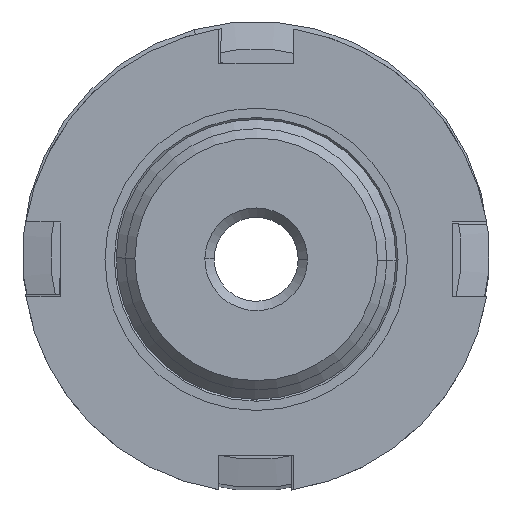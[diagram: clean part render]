
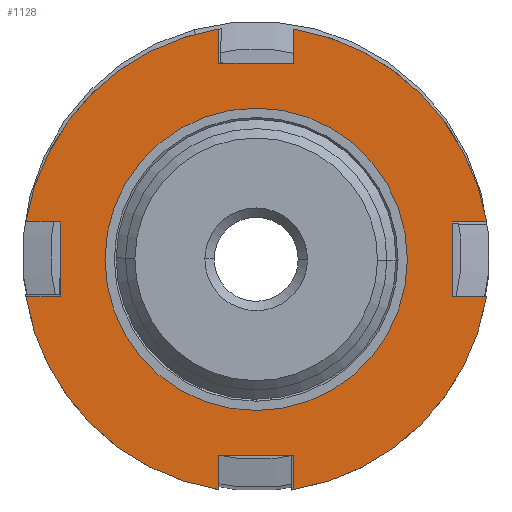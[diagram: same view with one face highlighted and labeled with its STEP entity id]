
A CAD part, front view. The second image highlights one B-rep face of the part: STEP entity #1128.
In plain terms, the highlighted planar face has unit normal (0, -1, 0).
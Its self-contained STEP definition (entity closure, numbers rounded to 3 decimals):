
#11 = VERTEX_POINT ( 'NONE', #1915 ) ;
#57 = DIRECTION ( 'NONE',  ( 1., 0., 0. ) ) ;
#77 = DIRECTION ( 'NONE',  ( 0., 1., 0. ) ) ;
#103 = VERTEX_POINT ( 'NONE', #2797 ) ;
#106 = VERTEX_POINT ( 'NONE', #519 ) ;
#123 = CARTESIAN_POINT ( 'NONE',  ( 2., -23., 12.339 ) ) ;
#139 = ORIENTED_EDGE ( 'NONE', *, *, #1880, .T. ) ;
#199 = CARTESIAN_POINT ( 'NONE',  ( 8.1, -23., -2. ) ) ;
#208 = DIRECTION ( 'NONE',  ( 0., 0., 1. ) ) ;
#214 = FACE_BOUND ( 'NONE', #2852, .T. ) ;
#227 = VECTOR ( 'NONE', #257, 1000. ) ;
#240 = CARTESIAN_POINT ( 'NONE',  ( 0., -23., 10.5 ) ) ;
#257 = DIRECTION ( 'NONE',  ( -1., 0., 0. ) ) ;
#264 = VECTOR ( 'NONE', #1053, 1000. ) ;
#282 = ORIENTED_EDGE ( 'NONE', *, *, #2676, .F. ) ;
#291 = CARTESIAN_POINT ( 'NONE',  ( 8.1, -23., 0. ) ) ;
#343 = CARTESIAN_POINT ( 'NONE',  ( 0., -23., 0. ) ) ;
#373 = VERTEX_POINT ( 'NONE', #1975 ) ;
#384 = DIRECTION ( 'NONE',  ( 0., 1., 0. ) ) ;
#393 = LINE ( 'NONE', #199, #3439 ) ;
#405 = CIRCLE ( 'NONE', #3173, 8.1 ) ;
#424 = ORIENTED_EDGE ( 'NONE', *, *, #3649, .T. ) ;
#485 = ORIENTED_EDGE ( 'NONE', *, *, #1668, .T. ) ;
#519 = CARTESIAN_POINT ( 'NONE',  ( -12.339, -23., 2. ) ) ;
#520 = CARTESIAN_POINT ( 'NONE',  ( 0., -23., 0. ) ) ;
#524 = LINE ( 'NONE', #1891, #2699 ) ;
#561 = DIRECTION ( 'NONE',  ( 0., 0., 1. ) ) ;
#599 = DIRECTION ( 'NONE',  ( 0., 0., 1. ) ) ;
#622 = AXIS2_PLACEMENT_3D ( 'NONE', #520, #1346, #1916 ) ;
#649 = CARTESIAN_POINT ( 'NONE',  ( 0., -23., 0. ) ) ;
#686 = EDGE_CURVE ( 'NONE', #373, #103, #524, .T. ) ;
#688 = VERTEX_POINT ( 'NONE', #1971 ) ;
#704 = EDGE_CURVE ( 'NONE', #2838, #11, #393, .T. ) ;
#710 = ORIENTED_EDGE ( 'NONE', *, *, #704, .T. ) ;
#751 = CARTESIAN_POINT ( 'NONE',  ( -2., -23., -12.339 ) ) ;
#752 = CIRCLE ( 'NONE', #857, 8.1 ) ;
#764 = ORIENTED_EDGE ( 'NONE', *, *, #1224, .T. ) ;
#779 = AXIS2_PLACEMENT_3D ( 'NONE', #649, #384, #2937 ) ;
#807 = EDGE_CURVE ( 'NONE', #2027, #3607, #2556, .T. ) ;
#853 = AXIS2_PLACEMENT_3D ( 'NONE', #3441, #77, #599 ) ;
#857 = AXIS2_PLACEMENT_3D ( 'NONE', #343, #3205, #3177 ) ;
#869 = LINE ( 'NONE', #1662, #2240 ) ;
#909 = EDGE_CURVE ( 'NONE', #106, #3592, #3402, .T. ) ;
#997 = DIRECTION ( 'NONE',  ( 0., 1., 0. ) ) ;
#1043 = CARTESIAN_POINT ( 'NONE',  ( 0., -23., 0. ) ) ;
#1053 = DIRECTION ( 'NONE',  ( 0., 0., -1. ) ) ;
#1054 = LINE ( 'NONE', #1373, #264 ) ;
#1123 = DIRECTION ( 'NONE',  ( 0., 1., 0. ) ) ;
#1128 = ADVANCED_FACE ( 'NONE', ( #214, #2199 ), #1961, .F. ) ;
#1136 = VECTOR ( 'NONE', #1230, 1000. ) ;
#1156 = EDGE_CURVE ( 'NONE', #3332, #103, #869, .T. ) ;
#1224 = EDGE_CURVE ( 'NONE', #11, #1770, #1362, .T. ) ;
#1230 = DIRECTION ( 'NONE',  ( 1., 0., 0. ) ) ;
#1242 = EDGE_CURVE ( 'NONE', #3228, #373, #2121, .T. ) ;
#1271 = ORIENTED_EDGE ( 'NONE', *, *, #3255, .T. ) ;
#1289 = CARTESIAN_POINT ( 'NONE',  ( -12.339, -23., -2. ) ) ;
#1346 = DIRECTION ( 'NONE',  ( 0., 1., 0. ) ) ;
#1351 = EDGE_CURVE ( 'NONE', #2362, #2478, #3630, .T. ) ;
#1354 = LINE ( 'NONE', #2616, #2477 ) ;
#1362 = LINE ( 'NONE', #3418, #2610 ) ;
#1373 = CARTESIAN_POINT ( 'NONE',  ( -10.5, -23., 0. ) ) ;
#1412 = VECTOR ( 'NONE', #2140, 1000. ) ;
#1438 = ORIENTED_EDGE ( 'NONE', *, *, #909, .F. ) ;
#1442 = CARTESIAN_POINT ( 'NONE',  ( 8.1, -23., -2. ) ) ;
#1454 = ORIENTED_EDGE ( 'NONE', *, *, #1805, .F. ) ;
#1465 = EDGE_CURVE ( 'NONE', #3228, #2362, #3280, .T. ) ;
#1552 = VERTEX_POINT ( 'NONE', #2156 ) ;
#1604 = ORIENTED_EDGE ( 'NONE', *, *, #807, .F. ) ;
#1644 = ORIENTED_EDGE ( 'NONE', *, *, #1242, .T. ) ;
#1662 = CARTESIAN_POINT ( 'NONE',  ( 2., -23., 0. ) ) ;
#1668 = EDGE_CURVE ( 'NONE', #688, #2478, #1054, .T. ) ;
#1679 = ORIENTED_EDGE ( 'NONE', *, *, #1980, .T. ) ;
#1693 = AXIS2_PLACEMENT_3D ( 'NONE', #2399, #997, #2735 ) ;
#1698 = CARTESIAN_POINT ( 'NONE',  ( -2., -23., 0. ) ) ;
#1742 = DIRECTION ( 'NONE',  ( 0., 0., 1. ) ) ;
#1759 = DIRECTION ( 'NONE',  ( 0., 0., -1. ) ) ;
#1765 = CIRCLE ( 'NONE', #622, 12.5 ) ;
#1770 = VERTEX_POINT ( 'NONE', #2565 ) ;
#1796 = LINE ( 'NONE', #2036, #2701 ) ;
#1805 = EDGE_CURVE ( 'NONE', #3592, #1552, #1354, .T. ) ;
#1880 = EDGE_CURVE ( 'NONE', #2027, #2583, #1796, .T. ) ;
#1891 = CARTESIAN_POINT ( 'NONE',  ( 0., -23., -10.5 ) ) ;
#1915 = CARTESIAN_POINT ( 'NONE',  ( 10.5, -23., -2. ) ) ;
#1916 = DIRECTION ( 'NONE',  ( 0., 0., 1. ) ) ;
#1942 = ORIENTED_EDGE ( 'NONE', *, *, #2363, .F. ) ;
#1956 = ORIENTED_EDGE ( 'NONE', *, *, #686, .T. ) ;
#1961 = PLANE ( 'NONE',  #3300 ) ;
#1971 = CARTESIAN_POINT ( 'NONE',  ( -10.5, -23., 2. ) ) ;
#1975 = CARTESIAN_POINT ( 'NONE',  ( -2., -23., -10.5 ) ) ;
#1980 = EDGE_CURVE ( 'NONE', #106, #688, #3492, .T. ) ;
#2022 = VECTOR ( 'NONE', #1742, 1000. ) ;
#2025 = DIRECTION ( 'NONE',  ( 0., 0., 1. ) ) ;
#2027 = VERTEX_POINT ( 'NONE', #123 ) ;
#2036 = CARTESIAN_POINT ( 'NONE',  ( 2., -23., 0. ) ) ;
#2121 = LINE ( 'NONE', #1698, #2022 ) ;
#2139 = CARTESIAN_POINT ( 'NONE',  ( 0., -23., -8.1 ) ) ;
#2140 = DIRECTION ( 'NONE',  ( -1., 0., 0. ) ) ;
#2156 = CARTESIAN_POINT ( 'NONE',  ( -2., -23., 10.5 ) ) ;
#2199 = FACE_OUTER_BOUND ( 'NONE', #3171, .T. ) ;
#2240 = VECTOR ( 'NONE', #561, 1000. ) ;
#2246 = ORIENTED_EDGE ( 'NONE', *, *, #1156, .F. ) ;
#2285 = VERTEX_POINT ( 'NONE', #3519 ) ;
#2337 = LINE ( 'NONE', #240, #227 ) ;
#2362 = VERTEX_POINT ( 'NONE', #1289 ) ;
#2363 = EDGE_CURVE ( 'NONE', #3607, #1770, #3333, .T. ) ;
#2399 = CARTESIAN_POINT ( 'NONE',  ( 0., -23., 0. ) ) ;
#2437 = CARTESIAN_POINT ( 'NONE',  ( 8.1, -23., 2. ) ) ;
#2455 = ORIENTED_EDGE ( 'NONE', *, *, #3392, .T. ) ;
#2471 = DIRECTION ( 'NONE',  ( -1., 0., 0. ) ) ;
#2477 = VECTOR ( 'NONE', #1759, 1000. ) ;
#2478 = VERTEX_POINT ( 'NONE', #3614 ) ;
#2556 = CIRCLE ( 'NONE', #853, 12.5 ) ;
#2565 = CARTESIAN_POINT ( 'NONE',  ( 10.5, -23., 2. ) ) ;
#2583 = VERTEX_POINT ( 'NONE', #2857 ) ;
#2610 = VECTOR ( 'NONE', #2025, 1000. ) ;
#2616 = CARTESIAN_POINT ( 'NONE',  ( -2., -23., 0. ) ) ;
#2676 = EDGE_CURVE ( 'NONE', #2838, #3332, #1765, .T. ) ;
#2699 = VECTOR ( 'NONE', #3324, 1000. ) ;
#2701 = VECTOR ( 'NONE', #3192, 1000. ) ;
#2735 = DIRECTION ( 'NONE',  ( 0., 0., 1. ) ) ;
#2797 = CARTESIAN_POINT ( 'NONE',  ( 2., -23., -10.5 ) ) ;
#2838 = VERTEX_POINT ( 'NONE', #2860 ) ;
#2852 = EDGE_LOOP ( 'NONE', ( #424, #1271 ) ) ;
#2857 = CARTESIAN_POINT ( 'NONE',  ( 2., -23., 10.5 ) ) ;
#2860 = CARTESIAN_POINT ( 'NONE',  ( 12.339, -23., -2. ) ) ;
#2883 = VECTOR ( 'NONE', #57, 1000. ) ;
#2937 = DIRECTION ( 'NONE',  ( 0., 0., 1. ) ) ;
#2977 = CARTESIAN_POINT ( 'NONE',  ( 8.1, -23., 2. ) ) ;
#3007 = CARTESIAN_POINT ( 'NONE',  ( 2., -23., -12.339 ) ) ;
#3073 = DIRECTION ( 'NONE',  ( 0., 0., 1. ) ) ;
#3150 = CARTESIAN_POINT ( 'NONE',  ( 12.339, -23., 2. ) ) ;
#3171 = EDGE_LOOP ( 'NONE', ( #3452, #3621, #1644, #1956, #2246, #282, #710, #764, #1942, #1604, #139, #2455, #1454, #1438, #1679, #485 ) ) ;
#3173 = AXIS2_PLACEMENT_3D ( 'NONE', #1043, #3297, #208 ) ;
#3177 = DIRECTION ( 'NONE',  ( 0., 0., 1. ) ) ;
#3192 = DIRECTION ( 'NONE',  ( 0., 0., -1. ) ) ;
#3205 = DIRECTION ( 'NONE',  ( 0., 1., 0. ) ) ;
#3228 = VERTEX_POINT ( 'NONE', #751 ) ;
#3255 = EDGE_CURVE ( 'NONE', #3337, #2285, #405, .T. ) ;
#3280 = CIRCLE ( 'NONE', #1693, 12.5 ) ;
#3297 = DIRECTION ( 'NONE',  ( 0., 1., 0. ) ) ;
#3300 = AXIS2_PLACEMENT_3D ( 'NONE', #291, #1123, #3073 ) ;
#3324 = DIRECTION ( 'NONE',  ( 1., 0., 0. ) ) ;
#3332 = VERTEX_POINT ( 'NONE', #3007 ) ;
#3333 = LINE ( 'NONE', #2437, #1412 ) ;
#3337 = VERTEX_POINT ( 'NONE', #2139 ) ;
#3392 = EDGE_CURVE ( 'NONE', #2583, #1552, #2337, .T. ) ;
#3398 = CARTESIAN_POINT ( 'NONE',  ( -2., -23., 12.339 ) ) ;
#3402 = CIRCLE ( 'NONE', #779, 12.5 ) ;
#3418 = CARTESIAN_POINT ( 'NONE',  ( 10.5, -23., 0. ) ) ;
#3439 = VECTOR ( 'NONE', #2471, 1000. ) ;
#3441 = CARTESIAN_POINT ( 'NONE',  ( 0., -23., 0. ) ) ;
#3452 = ORIENTED_EDGE ( 'NONE', *, *, #1351, .F. ) ;
#3492 = LINE ( 'NONE', #2977, #1136 ) ;
#3519 = CARTESIAN_POINT ( 'NONE',  ( 0., -23., 8.1 ) ) ;
#3592 = VERTEX_POINT ( 'NONE', #3398 ) ;
#3607 = VERTEX_POINT ( 'NONE', #3150 ) ;
#3614 = CARTESIAN_POINT ( 'NONE',  ( -10.5, -23., -2. ) ) ;
#3621 = ORIENTED_EDGE ( 'NONE', *, *, #1465, .F. ) ;
#3630 = LINE ( 'NONE', #1442, #2883 ) ;
#3649 = EDGE_CURVE ( 'NONE', #2285, #3337, #752, .T. ) ;
